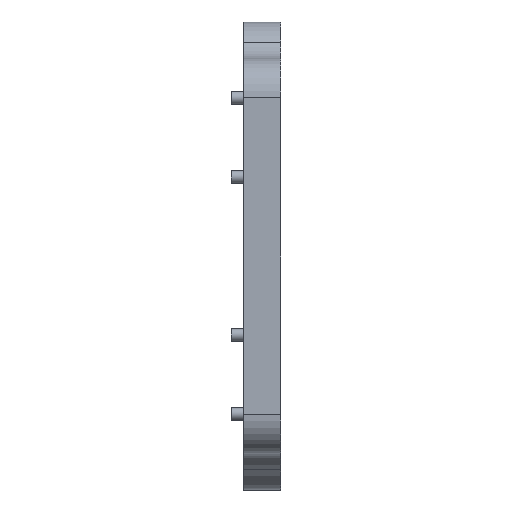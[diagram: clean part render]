
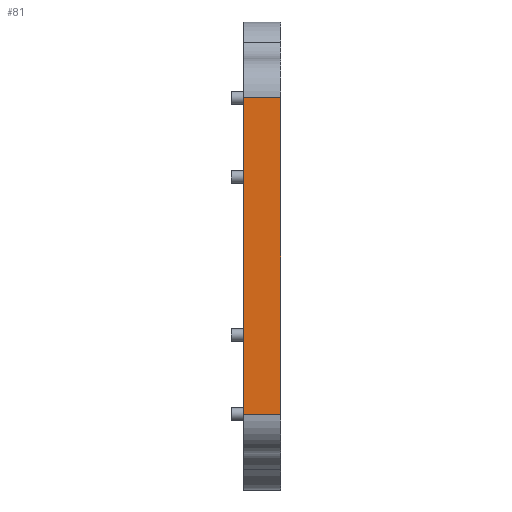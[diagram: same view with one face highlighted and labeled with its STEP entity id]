
A CAD part, left-side view. The second image highlights one B-rep face of the part: STEP entity #81.
In plain terms, the highlighted planar face has unit normal (-1, 0, 0).
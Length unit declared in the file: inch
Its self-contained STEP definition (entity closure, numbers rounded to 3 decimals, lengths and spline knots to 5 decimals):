
#40 = VERTEX_POINT ( 'NONE', #2138 ) ;
#41 = EDGE_CURVE ( 'NONE', #83, #645, #681, .T. ) ;
#62 = CARTESIAN_POINT ( 'NONE',  ( -1.25, 0.23622, 1. ) ) ;
#81 = ADVANCED_FACE ( 'NONE', ( #934 ), #596, .T. ) ;
#83 = VERTEX_POINT ( 'NONE', #2184 ) ;
#145 = EDGE_LOOP ( 'NONE', ( #2232, #2190, #1160, #1356 ) ) ;
#184 = CARTESIAN_POINT ( 'NONE',  ( -1.25, 0.23622, 1. ) ) ;
#329 = DIRECTION ( 'NONE',  ( 0., 0., -1. ) ) ;
#339 = EDGE_CURVE ( 'NONE', #40, #1800, #1861, .T. ) ;
#365 = CARTESIAN_POINT ( 'NONE',  ( -1.25, 0.23622, -1. ) ) ;
#473 = AXIS2_PLACEMENT_3D ( 'NONE', #184, #1669, #1844 ) ;
#474 = DIRECTION ( 'NONE',  ( 0., -1., 0. ) ) ;
#484 = CARTESIAN_POINT ( 'NONE',  ( -1.25, 0.23622, 1. ) ) ;
#596 = PLANE ( 'NONE',  #473 ) ;
#645 = VERTEX_POINT ( 'NONE', #1536 ) ;
#681 = LINE ( 'NONE', #1421, #2134 ) ;
#694 = LINE ( 'NONE', #484, #1446 ) ;
#810 = VECTOR ( 'NONE', #2212, 39.37008 ) ;
#934 = FACE_OUTER_BOUND ( 'NONE', #145, .T. ) ;
#1157 = EDGE_CURVE ( 'NONE', #1800, #645, #1990, .T. ) ;
#1160 = ORIENTED_EDGE ( 'NONE', *, *, #339, .T. ) ;
#1346 = EDGE_CURVE ( 'NONE', #40, #83, #694, .T. ) ;
#1356 = ORIENTED_EDGE ( 'NONE', *, *, #1157, .T. ) ;
#1421 = CARTESIAN_POINT ( 'NONE',  ( -1.25, 0., 1. ) ) ;
#1437 = DIRECTION ( 'NONE',  ( 0., -1., 0. ) ) ;
#1446 = VECTOR ( 'NONE', #474, 39.37008 ) ;
#1451 = VECTOR ( 'NONE', #1437, 39.37008 ) ;
#1536 = CARTESIAN_POINT ( 'NONE',  ( -1.25, 0., -1. ) ) ;
#1669 = DIRECTION ( 'NONE',  ( -1., 0., 0. ) ) ;
#1800 = VERTEX_POINT ( 'NONE', #2113 ) ;
#1844 = DIRECTION ( 'NONE',  ( 0., 0., 1. ) ) ;
#1861 = LINE ( 'NONE', #62, #810 ) ;
#1990 = LINE ( 'NONE', #365, #1451 ) ;
#2113 = CARTESIAN_POINT ( 'NONE',  ( -1.25, 0.23622, -1. ) ) ;
#2134 = VECTOR ( 'NONE', #329, 39.37008 ) ;
#2138 = CARTESIAN_POINT ( 'NONE',  ( -1.25, 0.23622, 1. ) ) ;
#2184 = CARTESIAN_POINT ( 'NONE',  ( -1.25, 0., 1. ) ) ;
#2190 = ORIENTED_EDGE ( 'NONE', *, *, #1346, .F. ) ;
#2212 = DIRECTION ( 'NONE',  ( 0., 0., -1. ) ) ;
#2232 = ORIENTED_EDGE ( 'NONE', *, *, #41, .F. ) ;
